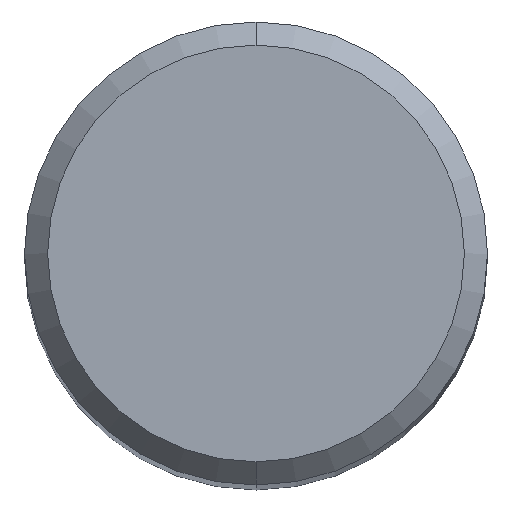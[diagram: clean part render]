
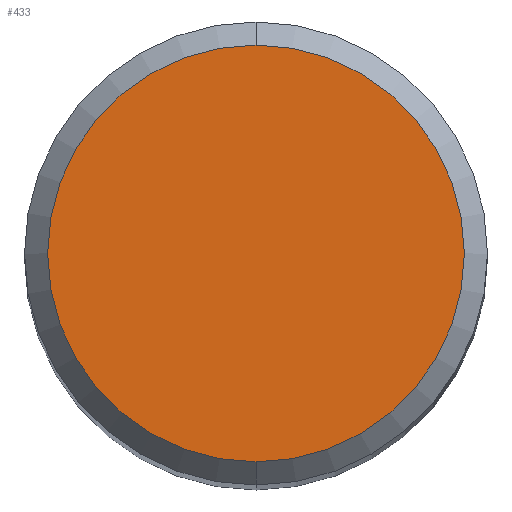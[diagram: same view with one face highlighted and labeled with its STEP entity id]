
A CAD part, top view. The second image highlights one B-rep face of the part: STEP entity #433.
In plain terms, the highlighted planar face has unit normal (0, 0, 1).
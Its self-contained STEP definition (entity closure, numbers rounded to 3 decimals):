
#243=EDGE_CURVE('',#411,#269,#544,.T.);
#269=VERTEX_POINT('',#571);
#411=VERTEX_POINT('',#727);
#433=ADVANCED_FACE('',(#751),#752,.T.);
#435=EDGE_CURVE('',#269,#411,#754,.T.);
#544=CIRCLE('',#929,3.6);
#571=CARTESIAN_POINT('',(0.0,3.6,0.));
#727=CARTESIAN_POINT('',(0.,-3.6,0.));
#751=FACE_OUTER_BOUND('',#1380,.T.);
#752=PLANE('',#1381);
#754=CIRCLE('',#1384,3.6);
#929=AXIS2_PLACEMENT_3D('',#1497,#1498,#1499);
#1380=EDGE_LOOP('',(#1716,#1717));
#1381=AXIS2_PLACEMENT_3D('',#1718,#1719,#1720);
#1384=AXIS2_PLACEMENT_3D('',#1721,#1722,#1723);
#1497=CARTESIAN_POINT('',(0.0,0.0,0.));
#1498=DIRECTION('',(0.0,0.0,-1.0));
#1499=DIRECTION('',(0.0,1.0,0.0));
#1716=ORIENTED_EDGE('',*,*,#435,.F.);
#1717=ORIENTED_EDGE('',*,*,#243,.F.);
#1718=CARTESIAN_POINT('',(0.0,1.8,0.));
#1719=DIRECTION('',(-0.0,0.0,1.0));
#1720=DIRECTION('',(0.0,-1.0,0.0));
#1721=CARTESIAN_POINT('',(0.0,0.0,0.));
#1722=DIRECTION('',(0.0,0.0,-1.0));
#1723=DIRECTION('',(0.0,1.0,0.0));
